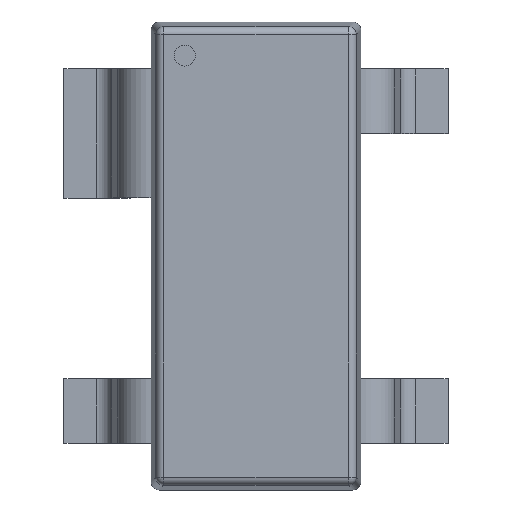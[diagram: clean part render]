
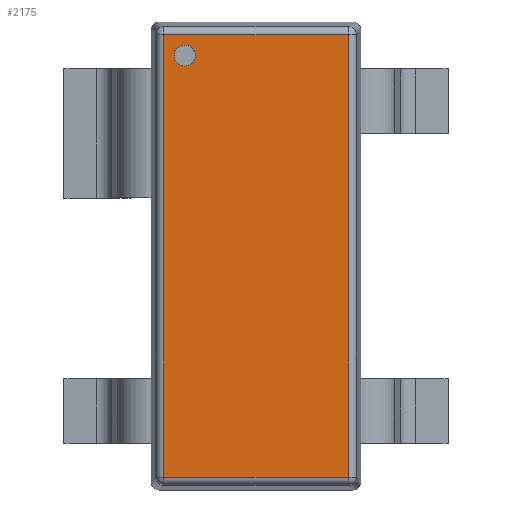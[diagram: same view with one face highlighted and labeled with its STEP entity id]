
A CAD part, top view. The second image highlights one B-rep face of the part: STEP entity #2175.
In plain terms, the highlighted planar face has unit normal (0, 0, 1).
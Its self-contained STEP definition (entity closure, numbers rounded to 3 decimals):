
#56 = DIRECTION ( 'NONE',  ( 1., 0., 0. ) ) ;
#77 = CARTESIAN_POINT ( 'NONE',  ( -0.441, 1.241, 0.513 ) ) ;
#89 = DIRECTION ( 'NONE',  ( 0., -1., 0. ) ) ;
#240 = EDGE_LOOP ( 'NONE', ( #808, #696 ) ) ;
#319 = VECTOR ( 'NONE', #1272, 1000. ) ;
#391 = LINE ( 'NONE', #3719, #3488 ) ;
#511 = ORIENTED_EDGE ( 'NONE', *, *, #1655, .T. ) ;
#696 = ORIENTED_EDGE ( 'NONE', *, *, #951, .F. ) ;
#723 = ORIENTED_EDGE ( 'NONE', *, *, #1060, .T. ) ;
#808 = ORIENTED_EDGE ( 'NONE', *, *, #1720, .F. ) ;
#938 = VERTEX_POINT ( 'NONE', #1449 ) ;
#951 = EDGE_CURVE ( 'NONE', #3508, #4110, #3324, .T. ) ;
#1060 = EDGE_CURVE ( 'NONE', #938, #1115, #1661, .T. ) ;
#1115 = VERTEX_POINT ( 'NONE', #3351 ) ;
#1122 = DIRECTION ( 'NONE',  ( 0., 0., 1. ) ) ;
#1231 = CARTESIAN_POINT ( 'NONE',  ( -0.506, 1.241, 0.513 ) ) ;
#1272 = DIRECTION ( 'NONE',  ( 0., 1., 0. ) ) ;
#1315 = VERTEX_POINT ( 'NONE', #2572 ) ;
#1373 = CARTESIAN_POINT ( 'NONE',  ( -0.618, 1.371, 0.513 ) ) ;
#1374 = CARTESIAN_POINT ( 'NONE',  ( -0.571, -1.418, 0.513 ) ) ;
#1395 = CARTESIAN_POINT ( 'NONE',  ( -0.441, 1.241, 0.513 ) ) ;
#1407 = DIRECTION ( 'NONE',  ( 1., 0., 0. ) ) ;
#1449 = CARTESIAN_POINT ( 'NONE',  ( 0.571, 1.371, 0.513 ) ) ;
#1526 = FACE_BOUND ( 'NONE', #240, .T. ) ;
#1552 = LINE ( 'NONE', #4261, #319 ) ;
#1630 = DIRECTION ( 'NONE',  ( 1., 0., 0. ) ) ;
#1655 = EDGE_CURVE ( 'NONE', #1115, #3464, #2766, .T. ) ;
#1661 = LINE ( 'NONE', #1373, #3316 ) ;
#1667 = AXIS2_PLACEMENT_3D ( 'NONE', #77, #3085, #1407 ) ;
#1720 = EDGE_CURVE ( 'NONE', #4110, #3508, #2897, .T. ) ;
#1967 = CARTESIAN_POINT ( 'NONE',  ( 0., 0., 0.513 ) ) ;
#2042 = EDGE_LOOP ( 'NONE', ( #723, #511, #2836, #3557 ) ) ;
#2111 = AXIS2_PLACEMENT_3D ( 'NONE', #1967, #3683, #56 ) ;
#2175 = ADVANCED_FACE ( 'NONE', ( #1526, #2203 ), #2865, .T. ) ;
#2203 = FACE_OUTER_BOUND ( 'NONE', #2042, .T. ) ;
#2425 = EDGE_CURVE ( 'NONE', #3464, #1315, #391, .T. ) ;
#2560 = EDGE_CURVE ( 'NONE', #1315, #938, #1552, .T. ) ;
#2572 = CARTESIAN_POINT ( 'NONE',  ( 0.571, -1.371, 0.513 ) ) ;
#2726 = DIRECTION ( 'NONE',  ( -1., 0., 0. ) ) ;
#2727 = DIRECTION ( 'NONE',  ( 1., 0., 0. ) ) ;
#2766 = LINE ( 'NONE', #1374, #3492 ) ;
#2805 = CARTESIAN_POINT ( 'NONE',  ( -0.571, -1.371, 0.513 ) ) ;
#2836 = ORIENTED_EDGE ( 'NONE', *, *, #2425, .T. ) ;
#2865 = PLANE ( 'NONE',  #2111 ) ;
#2897 = CIRCLE ( 'NONE', #3439, 0.065 ) ;
#3085 = DIRECTION ( 'NONE',  ( 0., 0., 1. ) ) ;
#3316 = VECTOR ( 'NONE', #2726, 1000. ) ;
#3324 = CIRCLE ( 'NONE', #1667, 0.065 ) ;
#3351 = CARTESIAN_POINT ( 'NONE',  ( -0.571, 1.371, 0.513 ) ) ;
#3439 = AXIS2_PLACEMENT_3D ( 'NONE', #1395, #1122, #2727 ) ;
#3464 = VERTEX_POINT ( 'NONE', #2805 ) ;
#3488 = VECTOR ( 'NONE', #1630, 1000. ) ;
#3492 = VECTOR ( 'NONE', #89, 1000. ) ;
#3508 = VERTEX_POINT ( 'NONE', #1231 ) ;
#3557 = ORIENTED_EDGE ( 'NONE', *, *, #2560, .T. ) ;
#3683 = DIRECTION ( 'NONE',  ( 0., 0., 1. ) ) ;
#3719 = CARTESIAN_POINT ( 'NONE',  ( 0.618, -1.371, 0.513 ) ) ;
#4110 = VERTEX_POINT ( 'NONE', #4143 ) ;
#4143 = CARTESIAN_POINT ( 'NONE',  ( -0.376, 1.241, 0.513 ) ) ;
#4261 = CARTESIAN_POINT ( 'NONE',  ( 0.571, 1.418, 0.513 ) ) ;
